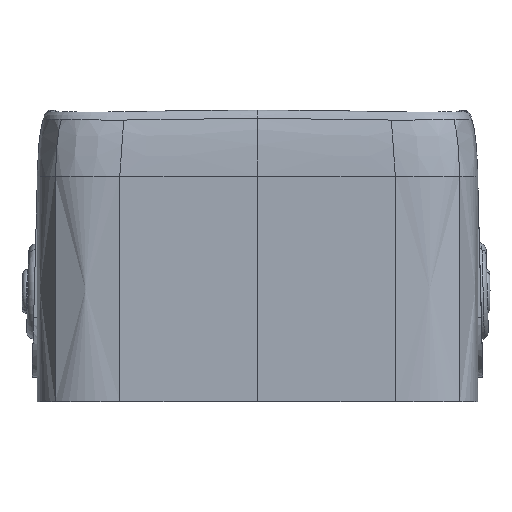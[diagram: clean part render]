
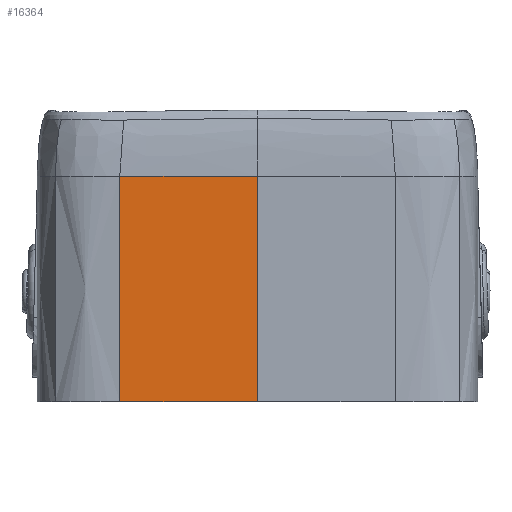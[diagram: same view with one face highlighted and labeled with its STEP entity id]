
A CAD part, left-side view. The second image highlights one B-rep face of the part: STEP entity #16364.
In plain terms, the highlighted planar face has unit normal (1, 0, 0).
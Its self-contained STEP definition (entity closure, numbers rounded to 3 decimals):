
#16351=AXIS2_PLACEMENT_3D('Plane Axis2P3D',#16348,#16349,#16350) ;
#441=CARTESIAN_POINT('Vertex',(-40.,25.,0.)) ;
#444=CARTESIAN_POINT('Line Origine',(-40.,12.5,0.)) ;
#448=CARTESIAN_POINT('Vertex',(-40.,0.,0.)) ;
#6386=CARTESIAN_POINT('Vertex',(-40.,25.,40.95)) ;
#10763=CARTESIAN_POINT('Vertex',(-40.,0.,40.95)) ;
#10767=CARTESIAN_POINT('Control Point',(-40.,25.,40.95)) ;
#10768=CARTESIAN_POINT('Control Point',(-40.,24.259,40.95)) ;
#10769=CARTESIAN_POINT('Control Point',(-40.,23.518,40.95)) ;
#10770=CARTESIAN_POINT('Control Point',(-40.,22.055,40.95)) ;
#10771=CARTESIAN_POINT('Control Point',(-40.,20.644,40.95)) ;
#10772=CARTESIAN_POINT('Control Point',(-40.,19.234,40.95)) ;
#10773=CARTESIAN_POINT('Control Point',(-40.,18.564,40.95)) ;
#10774=CARTESIAN_POINT('Control Point',(-40.,17.158,40.95)) ;
#10775=CARTESIAN_POINT('Control Point',(-40.,15.751,40.95)) ;
#10776=CARTESIAN_POINT('Control Point',(-40.,15.015,40.95)) ;
#10777=CARTESIAN_POINT('Control Point',(-40.,11.748,40.95)) ;
#10778=CARTESIAN_POINT('Control Point',(-40.,8.481,40.95)) ;
#10779=CARTESIAN_POINT('Control Point',(-40.,5.061,40.95)) ;
#10780=CARTESIAN_POINT('Control Point',(-40.,2.531,40.95)) ;
#10781=CARTESIAN_POINT('Control Point',(-40.,0.,40.95)) ;
#16336=CARTESIAN_POINT('Line Origine',(-40.,0.,20.475)) ;
#16348=CARTESIAN_POINT('Axis2P3D Location',(-40.,0.,40.95)) ;
#16353=CARTESIAN_POINT('Line Origine',(-40.,25.,20.475)) ;
#445=DIRECTION('Vector Direction',(0.,-1.,0.)) ;
#16337=DIRECTION('Vector Direction',(0.,0.,-1.)) ;
#16349=DIRECTION('Axis2P3D Direction',(1.,0.,0.)) ;
#16350=DIRECTION('Axis2P3D XDirection',(0.,-1.,0.)) ;
#16354=DIRECTION('Vector Direction',(0.,0.,-1.)) ;
#446=VECTOR('Line Direction',#445,1.) ;
#16338=VECTOR('Line Direction',#16337,1.) ;
#16355=VECTOR('Line Direction',#16354,1.) ;
#16359=ORIENTED_EDGE('',*,*,#16357,.F.) ;
#16360=ORIENTED_EDGE('',*,*,#10782,.F.) ;
#16361=ORIENTED_EDGE('',*,*,#16340,.T.) ;
#16362=ORIENTED_EDGE('',*,*,#450,.F.) ;
#16364=ADVANCED_FACE('Surface.178',(#16363),#16352,.T.) ;
#10766=B_SPLINE_CURVE_WITH_KNOTS('',5,(#10767,#10768,#10769,#10770,#10771,#10772,#10773,#10774,#10775,#10776,#10777,#10778,#10779,#10780,#10781),.UNSPECIFIED.,.F.,.U.,(6,3,3,3,6),(0.,3.652,6.952,10.582,23.051),.UNSPECIFIED.) ;
#450=EDGE_CURVE('',#442,#449,#447,.T.) ;
#10782=EDGE_CURVE('',#10764,#6387,#10766,.F.) ;
#16340=EDGE_CURVE('',#10764,#449,#16339,.T.) ;
#16357=EDGE_CURVE('',#6387,#442,#16356,.T.) ;
#16358=EDGE_LOOP('',(#16359,#16360,#16361,#16362)) ;
#16363=FACE_OUTER_BOUND('',#16358,.T.) ;
#447=LINE('Line',#444,#446) ;
#16339=LINE('Line',#16336,#16338) ;
#16356=LINE('Line',#16353,#16355) ;
#16352=PLANE('',#16351) ;
#442=VERTEX_POINT('',#441) ;
#449=VERTEX_POINT('',#448) ;
#6387=VERTEX_POINT('',#6386) ;
#10764=VERTEX_POINT('',#10763) ;
